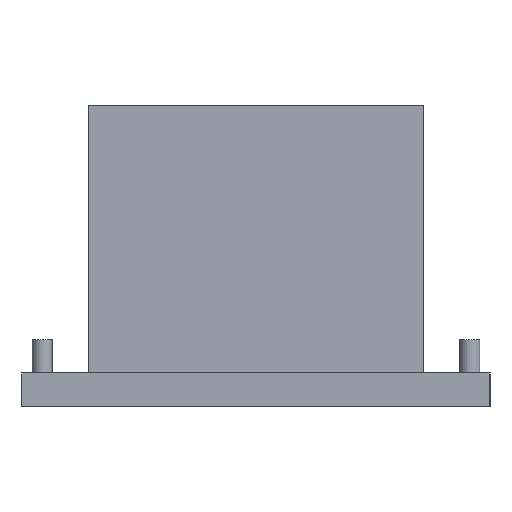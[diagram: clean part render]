
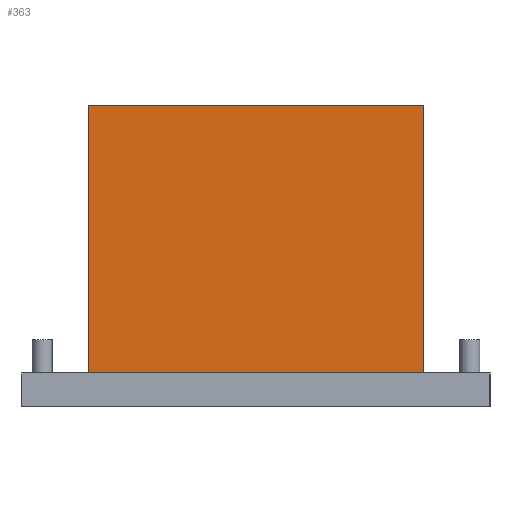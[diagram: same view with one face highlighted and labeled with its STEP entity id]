
A CAD part, left-side view. The second image highlights one B-rep face of the part: STEP entity #363.
In plain terms, the highlighted planar face has unit normal (-1, 0, 0).
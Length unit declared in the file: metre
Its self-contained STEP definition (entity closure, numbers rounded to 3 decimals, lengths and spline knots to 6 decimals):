
#72=ORIENTED_EDGE('',*,*,#148,.T.);
#73=ORIENTED_EDGE('',*,*,#142,.F.);
#74=ORIENTED_EDGE('',*,*,#149,.F.);
#75=ORIENTED_EDGE('',*,*,#147,.T.);
#142=EDGE_CURVE('',#182,#183,#214,.T.);
#147=EDGE_CURVE('',#185,#187,#219,.T.);
#148=EDGE_CURVE('',#187,#183,#220,.T.);
#149=EDGE_CURVE('',#185,#182,#221,.T.);
#182=VERTEX_POINT('',#573);
#183=VERTEX_POINT('',#575);
#185=VERTEX_POINT('',#581);
#187=VERTEX_POINT('',#585);
#214=LINE('',#574,#250);
#219=LINE('',#586,#255);
#220=LINE('',#588,#256);
#221=LINE('',#589,#257);
#250=VECTOR('',#463,1.);
#255=VECTOR('',#472,1.);
#256=VECTOR('',#475,1.);
#257=VECTOR('',#476,1.);
#281=EDGE_LOOP('',(#72,#73,#74,#75));
#315=FACE_BOUND('',#281,.T.);
#343=PLANE('',#404);
#363=ADVANCED_FACE('',(#315),#343,.T.);
#404=AXIS2_PLACEMENT_3D('',#587,#473,#474);
#463=DIRECTION('',(0.,1.,0.));
#472=DIRECTION('',(0.,1.,0.));
#473=DIRECTION('',(-1.,0.,0.));
#474=DIRECTION('',(0.,-1.,0.));
#475=DIRECTION('',(0.,0.,-1.));
#476=DIRECTION('',(0.,0.,-1.));
#573=CARTESIAN_POINT('',(-0.04,-0.025,0.005));
#574=CARTESIAN_POINT('',(-0.04,0.,0.005));
#575=CARTESIAN_POINT('',(-0.04,0.025,0.005));
#581=CARTESIAN_POINT('',(-0.04,-0.025,0.045));
#585=CARTESIAN_POINT('',(-0.04,0.025,0.045));
#586=CARTESIAN_POINT('',(-0.04,0.,0.045));
#587=CARTESIAN_POINT('',(-0.04,0.,0.045));
#588=CARTESIAN_POINT('',(-0.04,0.025,0.045));
#589=CARTESIAN_POINT('',(-0.04,-0.025,0.045));
